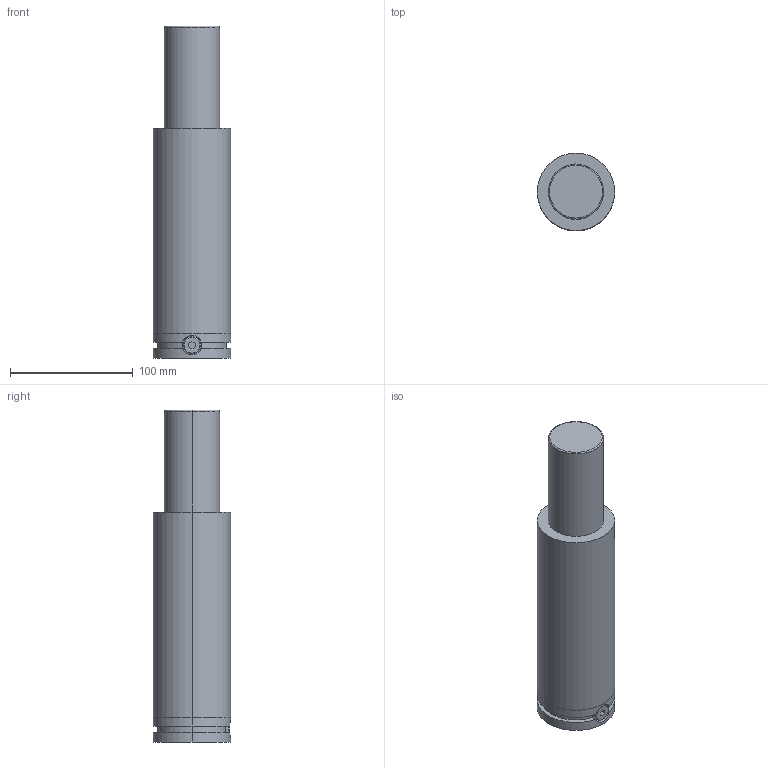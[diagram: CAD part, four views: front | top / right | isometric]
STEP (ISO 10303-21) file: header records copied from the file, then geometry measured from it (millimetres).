
FILE_DESCRIPTION (( 'STEP AP203' ), '1' );
FILE_NAME ('OL 03000_080 K.step', '2018-11-28T21:34:40', ( '' ), ( '' ), 'SwSTEP 2.0', 'SolidWorks 2016', '' );
FILE_SCHEMA (( 'CONFIG_CONTROL_DESIGN' ));
Length unit declared in the file: millimetre
Products named in the file (1): OL 03000_080 K
Bounding box: 63 x 63 x 270 mm (x, y, z)
Volume: 708698.4 mm3; surface area: 57949.3 mm2
Topology: 1 solids, 1 shells, 88 faces, 209 edges, 128 vertices
Faces by surface type: plane 38, cylinder 30, cone 18, torus 2
Entity records: 2608 total; most frequent: CARTESIAN_POINT 483, DIRECTION 447, ORIENTED_EDGE 402, EDGE_CURVE 201, AXIS2_PLACEMENT_3D 160, VERTEX_POINT 128, VECTOR 127, LINE 127
